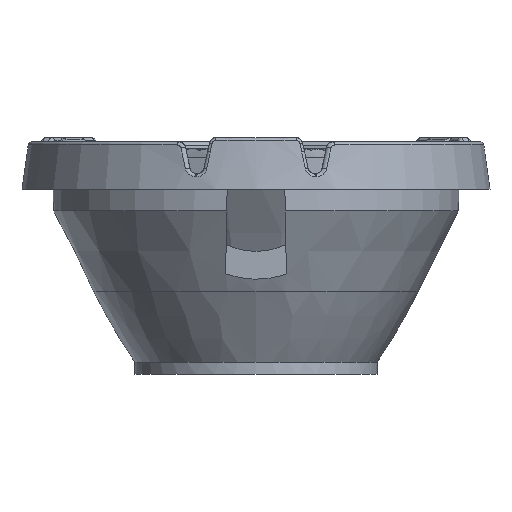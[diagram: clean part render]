
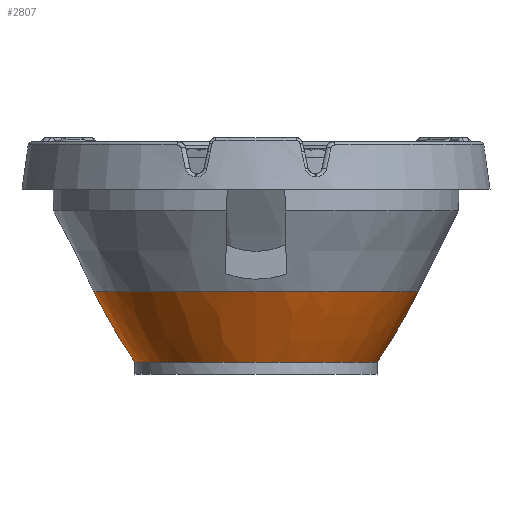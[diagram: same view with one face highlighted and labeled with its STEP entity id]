
A CAD part, front view. The second image highlights one B-rep face of the part: STEP entity #2807.
In plain terms, the highlighted free-form (B-spline) face has degree [3, 3] with [4, 7] control points.
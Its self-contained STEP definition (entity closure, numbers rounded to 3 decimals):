
#1496=(
BOUNDED_SURFACE()
B_SPLINE_SURFACE(3,3,((#29406,#29407,#29408,#29409,#29410,#29411,#29412),
(#29413,#29414,#29415,#29416,#29417,#29418,#29419),(#29420,#29421,#29422,
#29423,#29424,#29425,#29426),(#29427,#29428,#29429,#29430,#29431,#29432,
#29433)),.UNSPECIFIED.,.F.,.T.,.F.)
B_SPLINE_SURFACE_WITH_KNOTS((4,4),(1,3,3,3,1),(0.,1.),(-0.5,0.,0.5,1.,1.5),
 .UNSPECIFIED.)
GEOMETRIC_REPRESENTATION_ITEM()
RATIONAL_B_SPLINE_SURFACE(((1.,0.333,0.333,1.,0.333,
0.333,1.),(0.999,0.333,0.333,
0.999,0.333,0.333,0.999),
(0.999,0.333,0.333,0.999,
0.333,0.333,0.999),(1.,0.333,
0.333,1.,0.333,0.333,1.)))
REPRESENTATION_ITEM('')
SURFACE()
);
#2807=ADVANCED_FACE('',(#5060,#5061),#1496,.T.);
#4153=CIRCLE('',#22309,11.275);
#5060=FACE_BOUND('',#5118,.T.);
#5061=FACE_BOUND('',#5119,.T.);
#5118=EDGE_LOOP('',(#8884));
#5119=EDGE_LOOP('',(#8885,#8886));
#6378=B_SPLINE_CURVE_WITH_KNOTS('',3,(#29384,#29385,#29386,#29387,#29388,
#29389,#29390,#29391,#29392,#29393),.UNSPECIFIED.,.F.,.F.,(4,2,2,2,4),(0.,
0.25,0.5,0.75,1.),.UNSPECIFIED.);
#6379=B_SPLINE_CURVE_WITH_KNOTS('',3,(#29396,#29397,#29398,#29399,#29400,
#29401,#29402,#29403,#29404,#29405),.UNSPECIFIED.,.F.,.F.,(4,2,2,2,4),(0.,
0.25,0.5,0.75,1.),.UNSPECIFIED.);
#8884=ORIENTED_EDGE('',*,*,#18332,.F.);
#8885=ORIENTED_EDGE('',*,*,#18383,.F.);
#8886=ORIENTED_EDGE('',*,*,#18384,.F.);
#15957=VERTEX_POINT('',#29197);
#15998=VERTEX_POINT('',#29394);
#15999=VERTEX_POINT('',#29395);
#18332=EDGE_CURVE('',#15957,#15957,#4153,.T.);
#18383=EDGE_CURVE('',#15998,#15999,#6378,.T.);
#18384=EDGE_CURVE('',#15999,#15998,#6379,.T.);
#22309=AXIS2_PLACEMENT_3D('',#29196,#24545,#24546);
#24545=DIRECTION('',(0.,0.,1.));
#24546=DIRECTION('',(0.,-1.,0.));
#29196=CARTESIAN_POINT('',(0.,0.,6.056));
#29197=CARTESIAN_POINT('',(0.,-11.275,6.056));
#29384=CARTESIAN_POINT('',(0.,8.419,1.15));
#29385=CARTESIAN_POINT('',(2.204,8.419,1.15));
#29386=CARTESIAN_POINT('',(4.395,7.512,1.15));
#29387=CARTESIAN_POINT('',(7.512,4.395,1.15));
#29388=CARTESIAN_POINT('',(8.419,2.204,1.15));
#29389=CARTESIAN_POINT('',(8.419,-2.204,1.15));
#29390=CARTESIAN_POINT('',(7.512,-4.395,1.15));
#29391=CARTESIAN_POINT('',(4.395,-7.512,1.15));
#29392=CARTESIAN_POINT('',(2.204,-8.419,1.15));
#29393=CARTESIAN_POINT('',(0.,-8.419,1.15));
#29394=CARTESIAN_POINT('',(0.,8.419,1.15));
#29395=CARTESIAN_POINT('',(0.,-8.419,1.15));
#29396=CARTESIAN_POINT('',(0.,-8.419,1.15));
#29397=CARTESIAN_POINT('',(-2.204,-8.419,1.15));
#29398=CARTESIAN_POINT('',(-4.395,-7.512,1.15));
#29399=CARTESIAN_POINT('',(-7.512,-4.395,1.15));
#29400=CARTESIAN_POINT('',(-8.419,-2.204,1.15));
#29401=CARTESIAN_POINT('',(-8.419,2.204,1.15));
#29402=CARTESIAN_POINT('',(-7.512,4.395,1.15));
#29403=CARTESIAN_POINT('',(-4.395,7.512,1.15));
#29404=CARTESIAN_POINT('',(-2.204,8.419,1.15));
#29405=CARTESIAN_POINT('',(0.,8.419,1.15));
#29406=CARTESIAN_POINT('',(-8.419,0.,1.15));
#29407=CARTESIAN_POINT('',(-8.419,16.839,1.15));
#29408=CARTESIAN_POINT('',(8.419,16.839,1.15));
#29409=CARTESIAN_POINT('',(8.419,0.,1.15));
#29410=CARTESIAN_POINT('',(8.419,-16.839,1.15));
#29411=CARTESIAN_POINT('',(-8.419,-16.839,1.15));
#29412=CARTESIAN_POINT('',(-8.419,0.,1.15));
#29413=CARTESIAN_POINT('',(-9.474,0.,2.724));
#29414=CARTESIAN_POINT('',(-9.474,18.948,2.724));
#29415=CARTESIAN_POINT('',(9.474,18.948,2.724));
#29416=CARTESIAN_POINT('',(9.474,0.,2.724));
#29417=CARTESIAN_POINT('',(9.474,-18.948,2.724));
#29418=CARTESIAN_POINT('',(-9.474,-18.948,2.724));
#29419=CARTESIAN_POINT('',(-9.474,0.,2.724));
#29420=CARTESIAN_POINT('',(-10.427,0.,4.362));
#29421=CARTESIAN_POINT('',(-10.427,20.854,4.362));
#29422=CARTESIAN_POINT('',(10.427,20.854,4.362));
#29423=CARTESIAN_POINT('',(10.427,0.,4.362));
#29424=CARTESIAN_POINT('',(10.427,-20.854,4.362));
#29425=CARTESIAN_POINT('',(-10.427,-20.854,4.362));
#29426=CARTESIAN_POINT('',(-10.427,0.,4.362));
#29427=CARTESIAN_POINT('',(-11.275,0.,6.056));
#29428=CARTESIAN_POINT('',(-11.275,22.55,6.056));
#29429=CARTESIAN_POINT('',(11.275,22.55,6.056));
#29430=CARTESIAN_POINT('',(11.275,0.,6.056));
#29431=CARTESIAN_POINT('',(11.275,-22.55,6.056));
#29432=CARTESIAN_POINT('',(-11.275,-22.55,6.056));
#29433=CARTESIAN_POINT('',(-11.275,0.,6.056));
